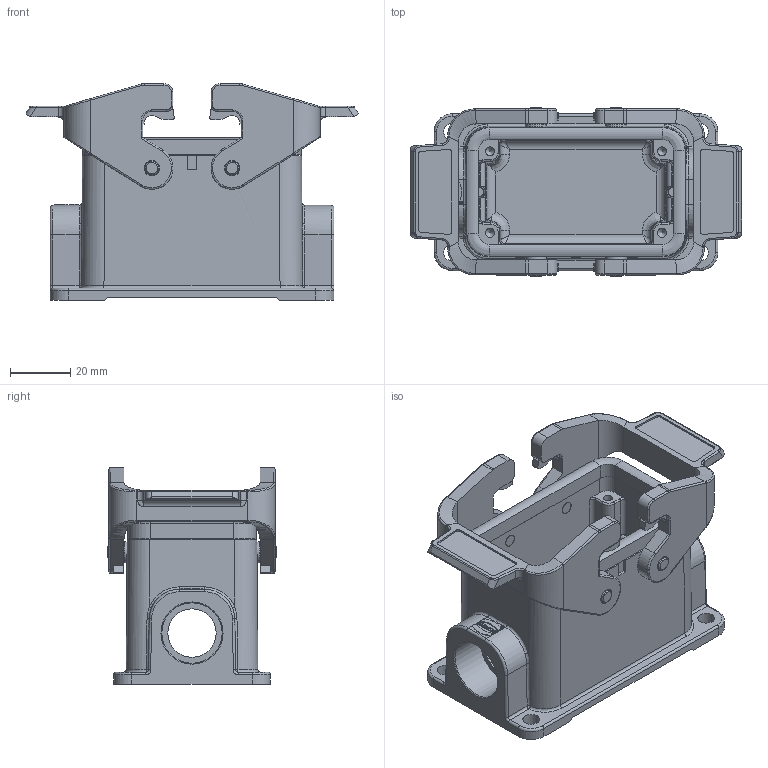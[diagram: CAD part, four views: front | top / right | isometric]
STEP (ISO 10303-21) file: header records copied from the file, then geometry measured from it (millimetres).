
FILE_DESCRIPTION(/* description */ (''),/* implementation_level */ '2;1');
FILE_NAME(/* name */ '100184936ugm000_c.stp',/* time_stamp */ '2017-11-03T15:43:37+01:00',/* author */ (''),/* organization */ (''),/* preprocessor_version */ 'ST-DEVELOPER v16',/* originating_system */ 'SIEMENS PLM Software NX 10.0',/* authorisation */ '');
FILE_SCHEMA (('AUTOMOTIVE_DESIGN { 1 0 10303 214 3 1 1 1 }'));
Length unit declared in the file: millimetre
Products named in the file (1): 100184936ugm000_c
Bounding box: 110 x 56.06 x 71.8 mm (x, y, z)
Volume: 95391.4 mm3; surface area: 47415.4 mm2
Topology: 3 solids, 3 shells, 785 faces, 2072 edges, 1313 vertices
Faces by surface type: plane 367, cylinder 254, bspline 108, torus 32, cone 18, sphere 4, extrusion 2
Full cylindrical faces by diameter (mm): 0.88 x1, 1.04 x1, 3 x4, 4 x4, 4.8 x4, 5.1 x4, 5.6 x4, 7 x4, 16 x2, 20 x2
Entity records: 31809 total; most frequent: CARTESIAN_POINT 9311, ORIENTED_EDGE 3864, DIRECTION 3731, EDGE_CURVE 1932, AXIS2_PLACEMENT_3D 1278, VERTEX_POINT 1242, VECTOR 1175, LINE 1173
